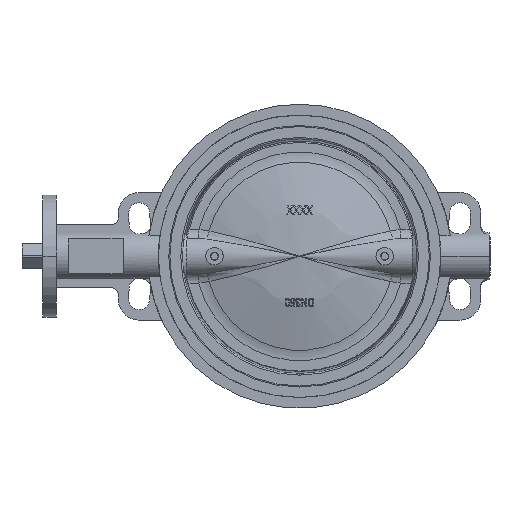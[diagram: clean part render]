
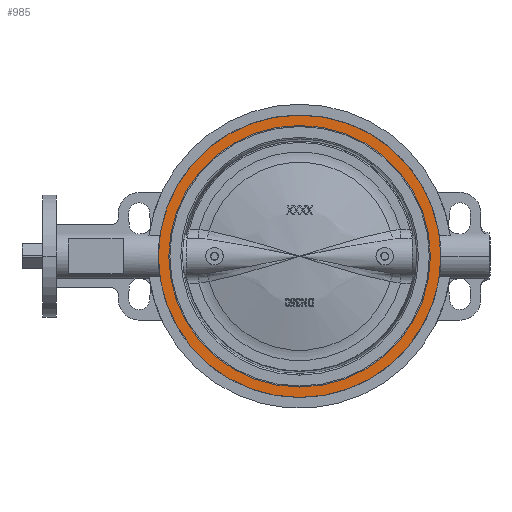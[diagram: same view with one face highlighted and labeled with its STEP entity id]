
A CAD part, left-side view. The second image highlights one B-rep face of the part: STEP entity #985.
In plain terms, the highlighted face is planar.
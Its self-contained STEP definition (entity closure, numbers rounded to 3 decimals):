
#235 = CARTESIAN_POINT ( 'NONE',  ( 0., 0., -37.75 ) ) ;
#985 = ADVANCED_FACE ( 'NONE', ( #14619, #23426 ), #25786, .F. ) ;
#1350 = AXIS2_PLACEMENT_3D ( 'NONE', #12016, #30727, #14956 ) ;
#2406 = AXIS2_PLACEMENT_3D ( 'NONE', #4979, #15792, #18245 ) ;
#2937 = DIRECTION ( 'NONE',  ( 1., 0., 0. ) ) ;
#4023 = AXIS2_PLACEMENT_3D ( 'NONE', #235, #19023, #2937 ) ;
#4979 = CARTESIAN_POINT ( 'NONE',  ( 0., 0., -37.75 ) ) ;
#6217 = CARTESIAN_POINT ( 'NONE',  ( 202.5, 0., -37.75 ) ) ;
#10817 = CARTESIAN_POINT ( 'NONE',  ( 0., 0., -37.75 ) ) ;
#11044 = DIRECTION ( 'NONE',  ( 0., 0., 1. ) ) ;
#12016 = CARTESIAN_POINT ( 'NONE',  ( 0., 0., -37.75 ) ) ;
#14503 = CIRCLE ( 'NONE', #2406, 202.5 ) ;
#14619 = FACE_OUTER_BOUND ( 'NONE', #20492, .T. ) ;
#14738 = VERTEX_POINT ( 'NONE', #23354 ) ;
#14956 = DIRECTION ( 'NONE',  ( 1., 0., 0. ) ) ;
#15671 = VERTEX_POINT ( 'NONE', #20509 ) ;
#15792 = DIRECTION ( 'NONE',  ( 0., 0., 1. ) ) ;
#16225 = DIRECTION ( 'NONE',  ( 1., 0., 0. ) ) ;
#17705 = CIRCLE ( 'NONE', #1350, 187.55 ) ;
#17869 = EDGE_CURVE ( 'NONE', #34143, #15671, #14503, .T. ) ;
#18245 = DIRECTION ( 'NONE',  ( 1., 0., 0. ) ) ;
#19023 = DIRECTION ( 'NONE',  ( 0., 0., 1. ) ) ;
#20492 = EDGE_LOOP ( 'NONE', ( #32329, #33789 ) ) ;
#20509 = CARTESIAN_POINT ( 'NONE',  ( -202.5, 0., -37.75 ) ) ;
#21521 = ORIENTED_EDGE ( 'NONE', *, *, #25242, .T. ) ;
#22860 = EDGE_LOOP ( 'NONE', ( #26197, #21521 ) ) ;
#23351 = DIRECTION ( 'NONE',  ( 0., 0., 1. ) ) ;
#23354 = CARTESIAN_POINT ( 'NONE',  ( 187.55, 0., -37.75 ) ) ;
#23426 = FACE_BOUND ( 'NONE', #22860, .T. ) ;
#24226 = EDGE_CURVE ( 'NONE', #30033, #14738, #31523, .T. ) ;
#25031 = AXIS2_PLACEMENT_3D ( 'NONE', #10817, #11044, #16225 ) ;
#25242 = EDGE_CURVE ( 'NONE', #14738, #30033, #17705, .T. ) ;
#25786 = PLANE ( 'NONE',  #30142 ) ;
#25975 = CARTESIAN_POINT ( 'NONE',  ( -187.55, 0., -37.75 ) ) ;
#26197 = ORIENTED_EDGE ( 'NONE', *, *, #24226, .T. ) ;
#30033 = VERTEX_POINT ( 'NONE', #25975 ) ;
#30142 = AXIS2_PLACEMENT_3D ( 'NONE', #31285, #23351, #33992 ) ;
#30727 = DIRECTION ( 'NONE',  ( 0., 0., 1. ) ) ;
#31285 = CARTESIAN_POINT ( 'NONE',  ( 0., 0., -37.75 ) ) ;
#31523 = CIRCLE ( 'NONE', #4023, 187.55 ) ;
#32329 = ORIENTED_EDGE ( 'NONE', *, *, #33980, .F. ) ;
#33166 = CIRCLE ( 'NONE', #25031, 202.5 ) ;
#33789 = ORIENTED_EDGE ( 'NONE', *, *, #17869, .F. ) ;
#33980 = EDGE_CURVE ( 'NONE', #15671, #34143, #33166, .T. ) ;
#33992 = DIRECTION ( 'NONE',  ( 1., 0., 0. ) ) ;
#34143 = VERTEX_POINT ( 'NONE', #6217 ) ;
